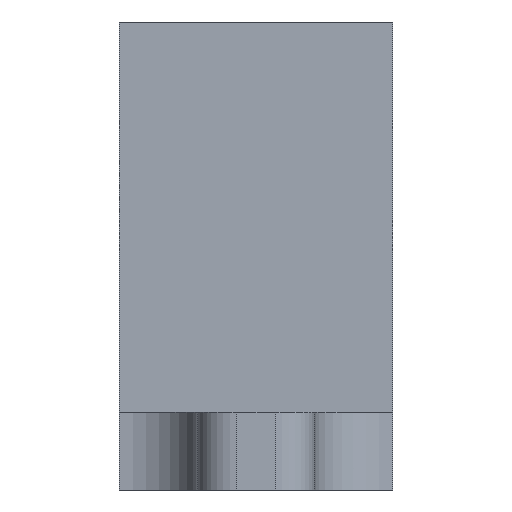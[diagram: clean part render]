
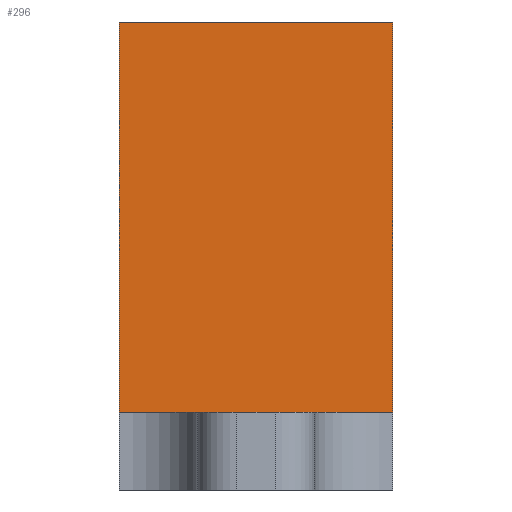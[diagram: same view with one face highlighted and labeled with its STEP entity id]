
A CAD part, left-side view. The second image highlights one B-rep face of the part: STEP entity #296.
In plain terms, the highlighted planar face has unit normal (-1, 0, 0).
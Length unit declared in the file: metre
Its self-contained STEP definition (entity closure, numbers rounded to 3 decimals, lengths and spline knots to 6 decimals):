
#45=ORIENTED_EDGE('',*,*,#129,.T.);
#46=ORIENTED_EDGE('',*,*,#130,.F.);
#47=ORIENTED_EDGE('',*,*,#131,.F.);
#48=ORIENTED_EDGE('',*,*,#132,.T.);
#129=EDGE_CURVE('',#171,#172,#199,.T.);
#130=EDGE_CURVE('',#173,#172,#200,.T.);
#131=EDGE_CURVE('',#174,#173,#201,.T.);
#132=EDGE_CURVE('',#174,#171,#202,.T.);
#171=VERTEX_POINT('',#476);
#172=VERTEX_POINT('',#477);
#173=VERTEX_POINT('',#479);
#174=VERTEX_POINT('',#481);
#199=LINE('',#475,#227);
#200=LINE('',#478,#228);
#201=LINE('',#480,#229);
#202=LINE('',#482,#230);
#227=VECTOR('',#376,1.);
#228=VECTOR('',#377,1.);
#229=VECTOR('',#378,1.);
#230=VECTOR('',#379,1.);
#246=EDGE_LOOP('',(#45,#46,#47,#48));
#266=FACE_BOUND('',#246,.T.);
#286=PLANE('',#326);
#296=ADVANCED_FACE('',(#266),#286,.F.);
#326=AXIS2_PLACEMENT_3D('',#474,#374,#375);
#374=DIRECTION('',(1.,0.,0.));
#375=DIRECTION('',(0.,1.,0.));
#376=DIRECTION('',(0.,-1.,0.));
#377=DIRECTION('',(0.,0.,-1.));
#378=DIRECTION('',(0.,-1.,0.));
#379=DIRECTION('',(0.,0.,-1.));
#474=CARTESIAN_POINT('',(0.046,-0.01,0.008));
#475=CARTESIAN_POINT('',(0.046,0.01,0.008));
#476=CARTESIAN_POINT('',(0.046,0.014,0.008));
#477=CARTESIAN_POINT('',(0.046,-0.014,0.008));
#478=CARTESIAN_POINT('',(0.046,-0.014,0.008));
#479=CARTESIAN_POINT('',(0.046,-0.014,0.048));
#480=CARTESIAN_POINT('',(0.046,0.01,0.048));
#481=CARTESIAN_POINT('',(0.046,0.014,0.048));
#482=CARTESIAN_POINT('',(0.046,0.014,0.008));
